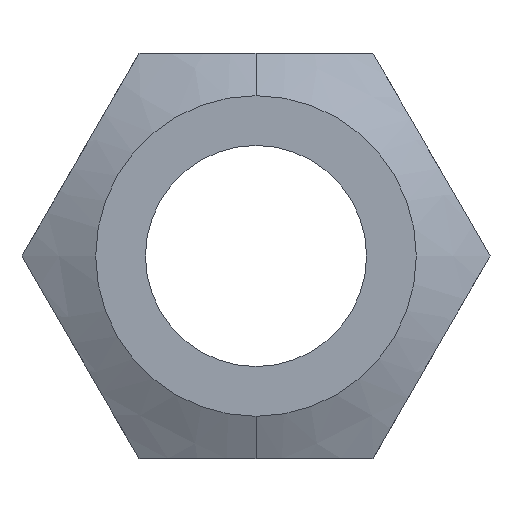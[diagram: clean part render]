
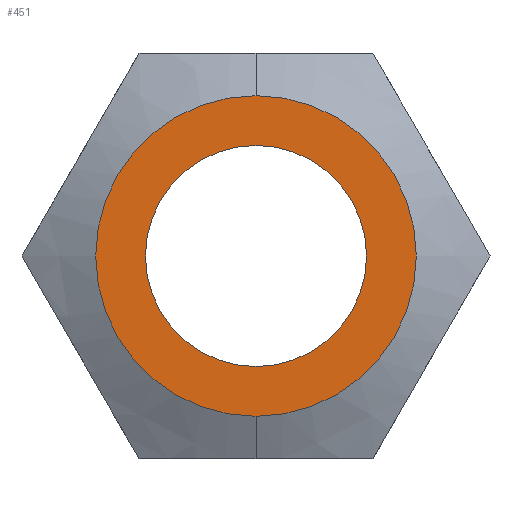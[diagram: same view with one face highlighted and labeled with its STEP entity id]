
A CAD part, front view. The second image highlights one B-rep face of the part: STEP entity #451.
In plain terms, the highlighted planar face has unit normal (0, -1, 0).
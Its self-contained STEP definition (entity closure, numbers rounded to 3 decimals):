
#3 = EDGE_LOOP ( 'NONE', ( #234, #248 ) ) ;
#20 = VERTEX_POINT ( 'NONE', #210 ) ;
#26 = AXIS2_PLACEMENT_3D ( 'NONE', #437, #604, #241 ) ;
#47 = DIRECTION ( 'NONE',  ( 0., 0., 1. ) ) ;
#72 = CIRCLE ( 'NONE', #435, 2.175 ) ;
#77 = CARTESIAN_POINT ( 'NONE',  ( 0., 0., 0. ) ) ;
#79 = DIRECTION ( 'NONE',  ( 0., 0., 1. ) ) ;
#122 = CARTESIAN_POINT ( 'NONE',  ( 0., 0., 0. ) ) ;
#131 = DIRECTION ( 'NONE',  ( 0., 0., 1. ) ) ;
#133 = EDGE_CURVE ( 'NONE', #299, #20, #373, .T. ) ;
#140 = DIRECTION ( 'NONE',  ( 0., 1., 0. ) ) ;
#182 = CARTESIAN_POINT ( 'NONE',  ( 0., 0., 0. ) ) ;
#188 = AXIS2_PLACEMENT_3D ( 'NONE', #77, #378, #79 ) ;
#189 = FACE_BOUND ( 'NONE', #218, .T. ) ;
#192 = EDGE_CURVE ( 'NONE', #288, #612, #481, .T. ) ;
#193 = ORIENTED_EDGE ( 'NONE', *, *, #133, .T. ) ;
#210 = CARTESIAN_POINT ( 'NONE',  ( 0., 0., 1.5 ) ) ;
#218 = EDGE_LOOP ( 'NONE', ( #193, #462 ) ) ;
#234 = ORIENTED_EDGE ( 'NONE', *, *, #192, .F. ) ;
#236 = FACE_OUTER_BOUND ( 'NONE', #3, .T. ) ;
#240 = AXIS2_PLACEMENT_3D ( 'NONE', #122, #383, #593 ) ;
#241 = DIRECTION ( 'NONE',  ( 0., 0., 1. ) ) ;
#248 = ORIENTED_EDGE ( 'NONE', *, *, #463, .F. ) ;
#288 = VERTEX_POINT ( 'NONE', #643 ) ;
#299 = VERTEX_POINT ( 'NONE', #550 ) ;
#330 = AXIS2_PLACEMENT_3D ( 'NONE', #648, #140, #131 ) ;
#373 = CIRCLE ( 'NONE', #240, 1.5 ) ;
#378 = DIRECTION ( 'NONE',  ( 0., 1., 0. ) ) ;
#383 = DIRECTION ( 'NONE',  ( 0., 1., 0. ) ) ;
#406 = CARTESIAN_POINT ( 'NONE',  ( 0., 0., -2.175 ) ) ;
#435 = AXIS2_PLACEMENT_3D ( 'NONE', #182, #551, #47 ) ;
#437 = CARTESIAN_POINT ( 'NONE',  ( 0., 0., 0. ) ) ;
#451 = ADVANCED_FACE ( 'NONE', ( #189, #236 ), #547, .F. ) ;
#462 = ORIENTED_EDGE ( 'NONE', *, *, #556, .T. ) ;
#463 = EDGE_CURVE ( 'NONE', #612, #288, #72, .T. ) ;
#481 = CIRCLE ( 'NONE', #188, 2.175 ) ;
#547 = PLANE ( 'NONE',  #26 ) ;
#550 = CARTESIAN_POINT ( 'NONE',  ( 0., 0., -1.5 ) ) ;
#551 = DIRECTION ( 'NONE',  ( 0., 1., 0. ) ) ;
#556 = EDGE_CURVE ( 'NONE', #20, #299, #613, .T. ) ;
#593 = DIRECTION ( 'NONE',  ( 0., 0., 1. ) ) ;
#604 = DIRECTION ( 'NONE',  ( 0., 1., 0. ) ) ;
#612 = VERTEX_POINT ( 'NONE', #406 ) ;
#613 = CIRCLE ( 'NONE', #330, 1.5 ) ;
#643 = CARTESIAN_POINT ( 'NONE',  ( 0., 0., 2.175 ) ) ;
#648 = CARTESIAN_POINT ( 'NONE',  ( 0., 0., 0. ) ) ;
